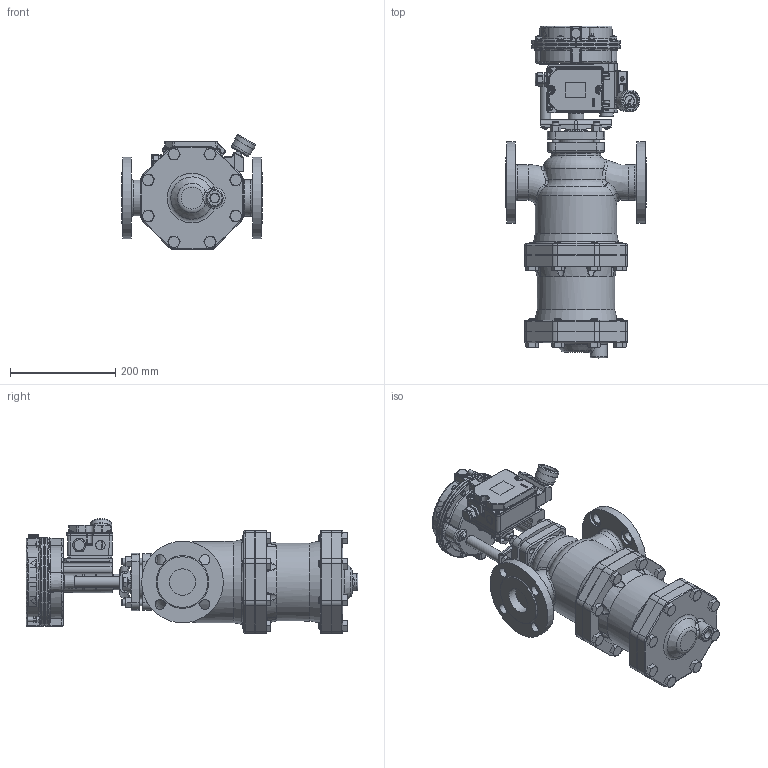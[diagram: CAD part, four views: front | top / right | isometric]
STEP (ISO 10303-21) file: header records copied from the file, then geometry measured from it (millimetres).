
FILE_DESCRIPTION(/* description */ (''),/* implementation_level */ '2;1');
FILE_NAME(/* name */ 'rcv16-050-jis20-00.stp',/* time_stamp */ '2020-09-10T17:08:18+09:00',/* author */ ('nakaot'),/* organization */ (''),/* preprocessor_version */ 'ST-DEVELOPER v18',/* originating_system */ 'Autodesk Inventor 2020',/* authorisation */ '');
FILE_SCHEMA (('AUTOMOTIVE_DESIGN { 1 0 10303 214 3 1 1 }'));
Length unit declared in the file: millimetre
Products named in the file (1): 50A-CV-COS16_J20
Bounding box: 267 x 630 x 217.89 mm (x, y, z)
Volume: 10832941.6 mm3; surface area: 763230 mm2
Topology: 2 solids, 13 shells, 4026 faces, 10252 edges, 6430 vertices
Faces by surface type: plane 1537, cylinder 794, bspline 785, cone 613, torus 238, sphere 59
Full cylindrical faces by diameter (mm): 1 x1, 1.72 x2, 2 x2, 3 x1, 4 x2, 4.019 x4, 4.2 x2, 4.4 x2, 4.5 x2, 4.773 x6, 5 x6, 6.5 x1, 6.6 x1, 7.2 x2, 8 x5, 8.5 x1, 8.57 x1, 9 x2, 9.5 x2, 9.73 x1, 9.75 x1, 10 x13, 12 x12, 12.5 x8, 13 x4, 14 x34, 14.1 x1, 17.475 x1, 18 x1, 18.014 x1
Entity records: 161455 total; most frequent: CARTESIAN_POINT 67930, ORIENTED_EDGE 20404, DIRECTION 17936, EDGE_CURVE 10202, AXIS2_PLACEMENT_3D 6874, VERTEX_POINT 6430, EDGE_LOOP 4364, LINE 4188
